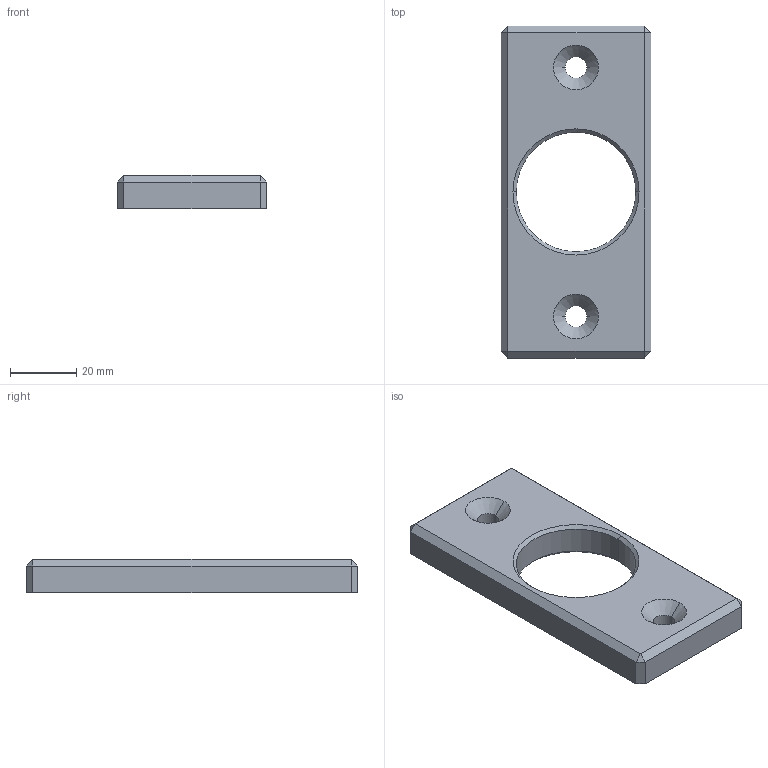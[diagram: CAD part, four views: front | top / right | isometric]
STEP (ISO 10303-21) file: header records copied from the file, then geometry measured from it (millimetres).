
FILE_DESCRIPTION (( 'STEP AP203' ), '1' );
FILE_NAME ('180-6026-05-S.STEP', '2021-04-16T09:04:29', ( '' ), ( '' ), 'SwSTEP 2.0', 'SolidWorks 2018', '' );
FILE_SCHEMA (( 'CONFIG_CONTROL_DESIGN' ));
Length unit declared in the file: millimetre
Products named in the file (2): 180-6026-05-S
Bounding box: 45 x 100 x 10 mm (x, y, z)
Volume: 33062.7 mm3; surface area: 10702.3 mm2
Topology: 1 solids, 1 shells, 335 faces, 883 edges, 582 vertices
Faces by surface type: plane 162, bspline 159, cone 8, cylinder 6
Entity records: 18602 total; most frequent: CARTESIAN_POINT 11233, ORIENTED_EDGE 1766, DIRECTION 941, EDGE_CURVE 883, VERTEX_POINT 582, VECTOR 545, LINE 545, EDGE_LOOP 373
